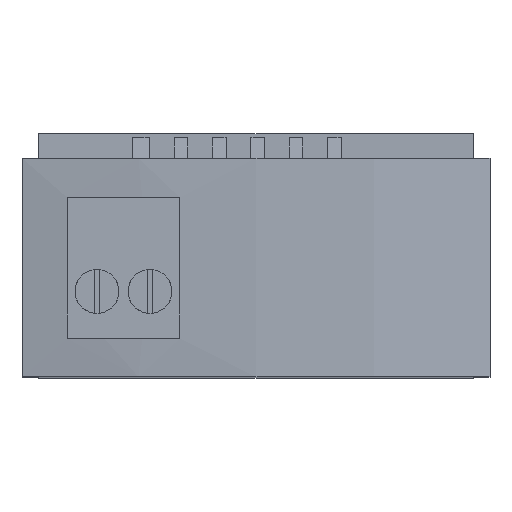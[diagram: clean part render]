
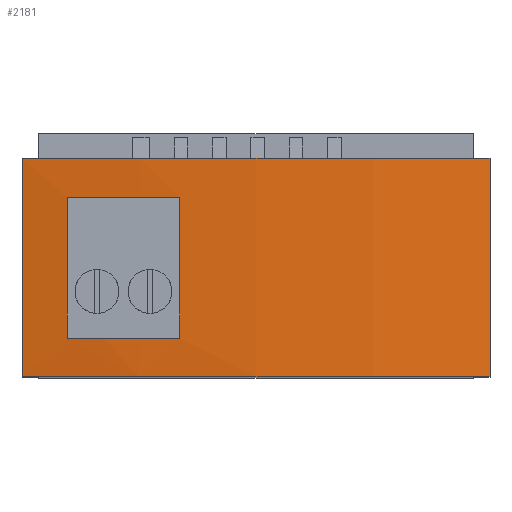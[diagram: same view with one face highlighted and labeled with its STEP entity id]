
A CAD part, top view. The second image highlights one B-rep face of the part: STEP entity #2181.
In plain terms, the highlighted cylindrical face has radius 108.641 mm (diameter 217.281 mm), a partial arc.
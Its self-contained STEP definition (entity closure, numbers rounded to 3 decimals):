
#9=CARTESIAN_POINT('',(0.,-10.8,-71.641));
#10=DIRECTION('',(0.,1.,0.));
#11=DIRECTION('',(-0.191,0.,0.982));
#12=AXIS2_PLACEMENT_3D('',#9,#10,#11);
#514=DIRECTION('',(0.,1.,0.));
#515=VECTOR('',#514,19.4);
#516=CARTESIAN_POINT('',(20.75,-10.8,35.));
#517=LINE('',#516,#515);
#522=CARTESIAN_POINT('',(0.,5.1,-71.641));
#523=DIRECTION('',(0.,1.,0.));
#524=DIRECTION('',(-0.154,0.,0.988));
#525=AXIS2_PLACEMENT_3D('',#522,#523,#524);
#527=DIRECTION('',(0.,1.,0.));
#528=VECTOR('',#527,12.5);
#529=CARTESIAN_POINT('',(-16.75,-7.4,35.701));
#530=LINE('',#529,#528);
#531=CARTESIAN_POINT('',(0.,-7.4,-71.641));
#532=DIRECTION('',(0.,1.,0.));
#533=DIRECTION('',(-0.154,0.,0.988));
#534=AXIS2_PLACEMENT_3D('',#531,#532,#533);
#536=DIRECTION('',(0.,1.,0.));
#537=VECTOR('',#536,12.5);
#538=CARTESIAN_POINT('',(-6.75,-7.4,36.79));
#539=LINE('',#538,#537);
#540=CARTESIAN_POINT('',(0.,8.6,-71.641));
#541=DIRECTION('',(0.,1.,0.));
#542=DIRECTION('',(-0.191,0.,0.982));
#543=AXIS2_PLACEMENT_3D('',#540,#541,#542);
#545=DIRECTION('',(0.,1.,0.));
#546=VECTOR('',#545,19.4);
#547=CARTESIAN_POINT('',(-20.75,-10.8,35.));
#548=LINE('',#547,#546);
#1077=CARTESIAN_POINT('',(-20.75,-10.8,35.));
#1078=CARTESIAN_POINT('',(20.75,-10.8,35.));
#1079=VERTEX_POINT('',#1077);
#1080=VERTEX_POINT('',#1078);
#1089=CARTESIAN_POINT('',(-16.75,5.1,35.701));
#1090=CARTESIAN_POINT('',(-6.75,5.1,36.79));
#1091=VERTEX_POINT('',#1089);
#1092=VERTEX_POINT('',#1090);
#1093=CARTESIAN_POINT('',(-16.75,-7.4,35.701));
#1094=VERTEX_POINT('',#1093);
#1095=CARTESIAN_POINT('',(-6.75,-7.4,36.79));
#1096=VERTEX_POINT('',#1095);
#1113=CARTESIAN_POINT('',(-20.75,8.6,35.));
#1114=CARTESIAN_POINT('',(20.75,8.6,35.));
#1115=VERTEX_POINT('',#1113);
#1116=VERTEX_POINT('',#1114);
#2159=CARTESIAN_POINT('',(0.,-10.8,-71.641));
#2160=DIRECTION('',(0.,1.,0.));
#2161=DIRECTION('',(1.,0.,0.));
#2162=AXIS2_PLACEMENT_3D('',#2159,#2160,#2161);
#2163=CYLINDRICAL_SURFACE('',#2162,108.641);
#2164=ORIENTED_EDGE('',*,*,#1671,.T.);
#2165=ORIENTED_EDGE('',*,*,#2153,.F.);
#2166=ORIENTED_EDGE('',*,*,#1422,.F.);
#2168=ORIENTED_EDGE('',*,*,#2167,.T.);
#2169=EDGE_LOOP('',(#2164,#2165,#2166,#2168));
#2170=FACE_OUTER_BOUND('',#2169,.F.);
#2172=ORIENTED_EDGE('',*,*,#2171,.F.);
#2174=ORIENTED_EDGE('',*,*,#2173,.F.);
#2176=ORIENTED_EDGE('',*,*,#2175,.T.);
#2178=ORIENTED_EDGE('',*,*,#2177,.T.);
#2179=EDGE_LOOP('',(#2172,#2174,#2176,#2178));
#2180=FACE_BOUND('',#2179,.F.);
#2181=ADVANCED_FACE('',(#2170,#2180),#2163,.T.);
#13=CIRCLE('',#12,108.641);
#526=CIRCLE('',#525,108.641);
#535=CIRCLE('',#534,108.641);
#544=CIRCLE('',#543,108.641);
#1422=EDGE_CURVE('',#1079,#1080,#13,.T.);
#1671=EDGE_CURVE('',#1115,#1116,#544,.T.);
#2153=EDGE_CURVE('',#1080,#1116,#517,.T.);
#2167=EDGE_CURVE('',#1079,#1115,#548,.T.);
#2171=EDGE_CURVE('',#1091,#1092,#526,.T.);
#2173=EDGE_CURVE('',#1094,#1091,#530,.T.);
#2175=EDGE_CURVE('',#1094,#1096,#535,.T.);
#2177=EDGE_CURVE('',#1096,#1092,#539,.T.);
